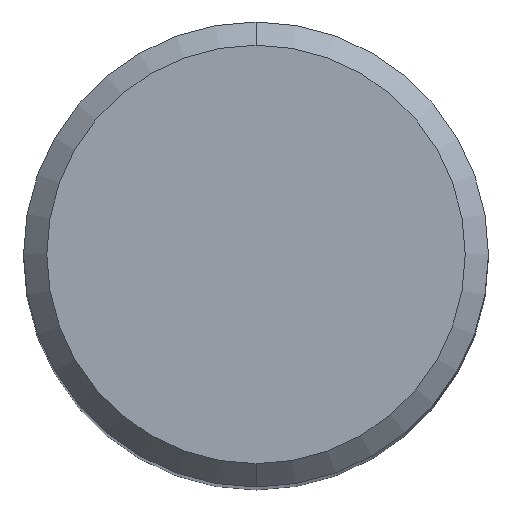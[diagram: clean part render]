
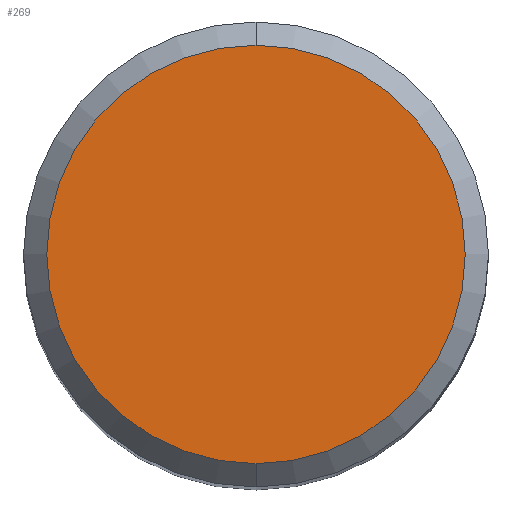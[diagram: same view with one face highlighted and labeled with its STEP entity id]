
A CAD part, top view. The second image highlights one B-rep face of the part: STEP entity #269.
In plain terms, the highlighted planar face has unit normal (0, 0, 1).
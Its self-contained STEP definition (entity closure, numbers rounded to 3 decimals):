
#185=EDGE_CURVE('',#191,#261,#479,.T.);
#191=VERTEX_POINT('',#486);
#193=EDGE_CURVE('',#261,#191,#488,.T.);
#261=VERTEX_POINT('',#561);
#269=ADVANCED_FACE('',(#570),#571,.T.);
#479=CIRCLE('',#793,4.5);
#486=CARTESIAN_POINT('',(0.0,4.5,0.0));
#488=CIRCLE('',#805,4.5);
#561=CARTESIAN_POINT('',(0.,-4.5,0.0));
#570=FACE_OUTER_BOUND('',#996,.T.);
#571=PLANE('',#997);
#793=AXIS2_PLACEMENT_3D('',#1446,#1447,#1448);
#805=AXIS2_PLACEMENT_3D('',#1466,#1467,#1468);
#996=EDGE_LOOP('',(#1548,#1549));
#997=AXIS2_PLACEMENT_3D('',#1550,#1551,#1552);
#1446=CARTESIAN_POINT('',(0.0,0.0,0.0));
#1447=DIRECTION('',(0.0,0.0,-1.0));
#1448=DIRECTION('',(0.0,1.0,0.0));
#1466=CARTESIAN_POINT('',(0.0,0.0,0.0));
#1467=DIRECTION('',(0.0,0.0,-1.0));
#1468=DIRECTION('',(0.0,1.0,0.0));
#1548=ORIENTED_EDGE('',*,*,#185,.F.);
#1549=ORIENTED_EDGE('',*,*,#193,.F.);
#1550=CARTESIAN_POINT('',(0.0,2.25,0.0));
#1551=DIRECTION('',(-0.0,0.0,1.0));
#1552=DIRECTION('',(0.0,-1.0,0.0));
